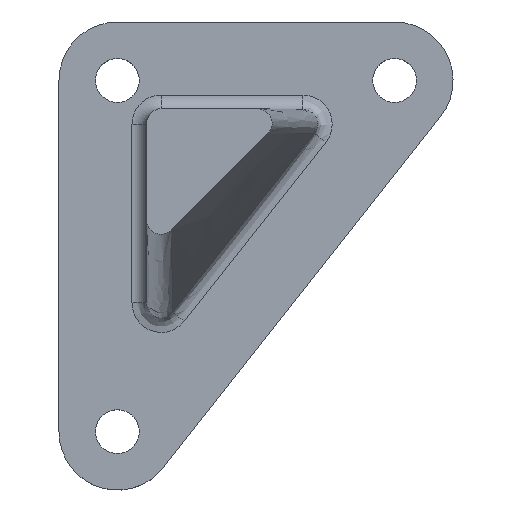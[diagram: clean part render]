
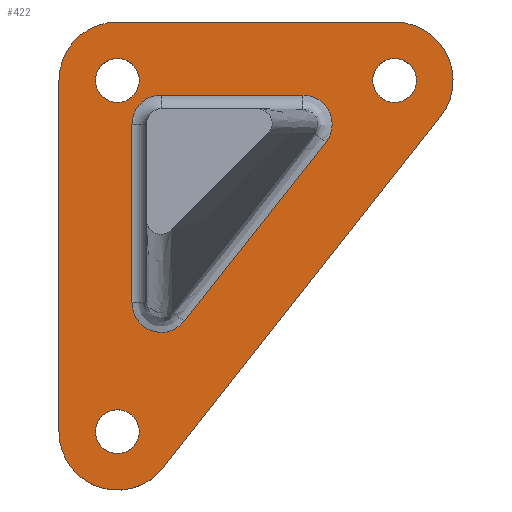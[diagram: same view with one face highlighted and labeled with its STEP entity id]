
A CAD part, top view. The second image highlights one B-rep face of the part: STEP entity #422.
In plain terms, the highlighted planar face has unit normal (0, 0, 1).
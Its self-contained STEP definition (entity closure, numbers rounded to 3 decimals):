
#18=FACE_BOUND('',#135,.T.);
#19=FACE_BOUND('',#136,.T.);
#20=FACE_BOUND('',#137,.T.);
#21=FACE_BOUND('',#138,.T.);
#31=PLANE('',#463);
#33=LINE('',#728,#54);
#37=LINE('',#737,#58);
#44=LINE('',#921,#65);
#48=LINE('',#933,#69);
#52=LINE('',#945,#73);
#54=VECTOR('',#487,12.222);
#58=VECTOR('',#497,9.698);
#65=VECTOR('',#530,18.979);
#69=VECTOR('',#542,30.63);
#73=VECTOR('',#554,24.042);
#107=FACE_OUTER_BOUND('',#134,.T.);
#134=EDGE_LOOP('',(#366,#367,#368,#369,#370,#371));
#135=EDGE_LOOP('',(#372,#373,#374,#375,#376,#377,#378,#379,#380,#381));
#136=EDGE_LOOP('',(#382));
#137=EDGE_LOOP('',(#383));
#138=EDGE_LOOP('',(#384));
#147=CIRCLE('',#431,2.);
#152=CIRCLE('',#443,1.5);
#154=CIRCLE('',#446,1.5);
#156=CIRCLE('',#449,1.5);
#159=CIRCLE('',#454,4.);
#161=CIRCLE('',#458,4.);
#163=CIRCLE('',#462,4.);
#164=B_SPLINE_CURVE_WITH_KNOTS('',3,(#604,#605,#606,#607,#608),
 .UNSPECIFIED.,.F.,.F.,(4,1,4),(-0.284,-0.283,-0.197),
 .UNSPECIFIED.);
#165=B_SPLINE_CURVE_WITH_KNOTS('',3,(#610,#611,#612,#613,#614),
 .UNSPECIFIED.,.F.,.F.,(4,1,4),(-0.197,-0.142,0.),
 .UNSPECIFIED.);
#167=B_SPLINE_CURVE_WITH_KNOTS('',3,(#627,#628,#629,#630,#631),
 .UNSPECIFIED.,.F.,.F.,(4,1,4),(-0.496,-0.389,-0.284),
 .UNSPECIFIED.);
#168=B_SPLINE_CURVE_WITH_KNOTS('',3,(#664,#665,#666,#667),.UNSPECIFIED.,
 .F.,.F.,(4,4),(-0.247,-0.21),.UNSPECIFIED.);
#169=B_SPLINE_CURVE_WITH_KNOTS('',3,(#669,#670,#671,#672,#673),
 .UNSPECIFIED.,.F.,.F.,(4,1,4),(-0.21,-0.192,0.),
 .UNSPECIFIED.);
#171=B_SPLINE_CURVE_WITH_KNOTS('',3,(#685,#686,#687,#688,#689),
 .UNSPECIFIED.,.F.,.F.,(4,1,4),(-0.449,-0.32,-0.247),
 .UNSPECIFIED.);
#172=B_SPLINE_CURVE_WITH_KNOTS('',3,(#710,#711,#712,#713),.UNSPECIFIED.,
 .F.,.F.,(4,4),(-1.77,-0.207),.UNSPECIFIED.);
#180=VERTEX_POINT('',#602);
#181=VERTEX_POINT('',#603);
#182=VERTEX_POINT('',#609);
#185=VERTEX_POINT('',#625);
#186=VERTEX_POINT('',#662);
#187=VERTEX_POINT('',#663);
#188=VERTEX_POINT('',#668);
#191=VERTEX_POINT('',#683);
#192=VERTEX_POINT('',#719);
#193=VERTEX_POINT('',#720);
#202=VERTEX_POINT('',#900);
#204=VERTEX_POINT('',#905);
#206=VERTEX_POINT('',#910);
#210=VERTEX_POINT('',#918);
#211=VERTEX_POINT('',#920);
#213=VERTEX_POINT('',#926);
#215=VERTEX_POINT('',#932);
#217=VERTEX_POINT('',#938);
#219=VERTEX_POINT('',#944);
#220=EDGE_CURVE('',#180,#181,#164,.T.);
#221=EDGE_CURVE('',#181,#182,#165,.T.);
#225=EDGE_CURVE('',#185,#180,#167,.T.);
#226=EDGE_CURVE('',#186,#187,#168,.T.);
#227=EDGE_CURVE('',#187,#188,#169,.T.);
#231=EDGE_CURVE('',#191,#186,#171,.T.);
#232=EDGE_CURVE('',#182,#191,#172,.T.);
#234=EDGE_CURVE('',#192,#193,#147,.T.);
#238=EDGE_CURVE('',#193,#185,#33,.T.);
#243=EDGE_CURVE('',#188,#192,#37,.T.);
#254=EDGE_CURVE('',#202,#202,#152,.T.);
#256=EDGE_CURVE('',#204,#204,#154,.T.);
#258=EDGE_CURVE('',#206,#206,#156,.T.);
#262=EDGE_CURVE('',#211,#210,#44,.T.);
#265=EDGE_CURVE('',#213,#211,#159,.T.);
#268=EDGE_CURVE('',#215,#213,#48,.T.);
#271=EDGE_CURVE('',#217,#215,#161,.T.);
#274=EDGE_CURVE('',#219,#217,#52,.T.);
#277=EDGE_CURVE('',#210,#219,#163,.T.);
#366=ORIENTED_EDGE('',*,*,#277,.T.);
#367=ORIENTED_EDGE('',*,*,#274,.T.);
#368=ORIENTED_EDGE('',*,*,#271,.T.);
#369=ORIENTED_EDGE('',*,*,#268,.T.);
#370=ORIENTED_EDGE('',*,*,#265,.T.);
#371=ORIENTED_EDGE('',*,*,#262,.T.);
#372=ORIENTED_EDGE('',*,*,#221,.F.);
#373=ORIENTED_EDGE('',*,*,#220,.F.);
#374=ORIENTED_EDGE('',*,*,#225,.F.);
#375=ORIENTED_EDGE('',*,*,#238,.F.);
#376=ORIENTED_EDGE('',*,*,#234,.F.);
#377=ORIENTED_EDGE('',*,*,#243,.F.);
#378=ORIENTED_EDGE('',*,*,#227,.F.);
#379=ORIENTED_EDGE('',*,*,#226,.F.);
#380=ORIENTED_EDGE('',*,*,#231,.F.);
#381=ORIENTED_EDGE('',*,*,#232,.F.);
#382=ORIENTED_EDGE('',*,*,#254,.T.);
#383=ORIENTED_EDGE('',*,*,#256,.T.);
#384=ORIENTED_EDGE('',*,*,#258,.T.);
#422=ADVANCED_FACE('',(#107,#18,#19,#20,#21),#31,.T.);
#431=AXIS2_PLACEMENT_3D('',#721,#477,#478);
#443=AXIS2_PLACEMENT_3D('',#901,#510,#511);
#446=AXIS2_PLACEMENT_3D('',#906,#516,#517);
#449=AXIS2_PLACEMENT_3D('',#911,#522,#523);
#454=AXIS2_PLACEMENT_3D('',#927,#536,#537);
#458=AXIS2_PLACEMENT_3D('',#939,#548,#549);
#462=AXIS2_PLACEMENT_3D('',#949,#560,#561);
#463=AXIS2_PLACEMENT_3D('',#950,#562,#563);
#477=DIRECTION('center_axis',(0.,0.,1.));
#478=DIRECTION('ref_axis',(-0.707,0.707,0.));
#487=DIRECTION('',(0.,-1.,0.));
#497=DIRECTION('',(-1.,0.,0.));
#510=DIRECTION('center_axis',(0.,0.,-1.));
#511=DIRECTION('ref_axis',(-1.,0.,0.));
#516=DIRECTION('center_axis',(0.,0.,-1.));
#517=DIRECTION('ref_axis',(-1.,0.,0.));
#522=DIRECTION('center_axis',(0.,0.,-1.));
#523=DIRECTION('ref_axis',(-1.,0.,0.));
#530=DIRECTION('',(-1.,0.,0.));
#536=DIRECTION('center_axis',(0.,0.,1.));
#537=DIRECTION('ref_axis',(0.785,-0.62,0.));
#542=DIRECTION('',(0.62,0.785,0.));
#548=DIRECTION('center_axis',(0.,0.,1.));
#549=DIRECTION('ref_axis',(-1.,0.,0.));
#554=DIRECTION('',(0.,-1.,0.));
#560=DIRECTION('center_axis',(0.,0.,1.));
#561=DIRECTION('ref_axis',(0.,1.,0.));
#562=DIRECTION('center_axis',(0.,0.,1.));
#563=DIRECTION('ref_axis',(1.,0.,0.));
#602=CARTESIAN_POINT('',(2.,-16.979,4.));
#603=CARTESIAN_POINT('',(2.82,-17.242,4.));
#604=CARTESIAN_POINT('Ctrl Pts',(2.,-16.979,4.));
#605=CARTESIAN_POINT('Ctrl Pts',(2.002,-16.98,4.));
#606=CARTESIAN_POINT('Ctrl Pts',(2.252,-17.125,4.));
#607=CARTESIAN_POINT('Ctrl Pts',(2.535,-17.214,4.));
#608=CARTESIAN_POINT('Ctrl Pts',(2.82,-17.241,4.));
#609=CARTESIAN_POINT('',(4.559,-16.493,4.));
#610=CARTESIAN_POINT('Ctrl Pts',(2.82,-17.241,4.));
#611=CARTESIAN_POINT('Ctrl Pts',(3.005,-17.258,4.));
#612=CARTESIAN_POINT('Ctrl Pts',(3.667,-17.229,4.));
#613=CARTESIAN_POINT('Ctrl Pts',(4.265,-16.863,4.));
#614=CARTESIAN_POINT('Ctrl Pts',(4.559,-16.493,4.));
#625=CARTESIAN_POINT('',(1.,-15.222,4.));
#627=CARTESIAN_POINT('Ctrl Pts',(1.,-15.222,4.));
#628=CARTESIAN_POINT('Ctrl Pts',(1.,-15.576,4.));
#629=CARTESIAN_POINT('Ctrl Pts',(1.186,-16.28,4.));
#630=CARTESIAN_POINT('Ctrl Pts',(1.697,-16.802,4.));
#631=CARTESIAN_POINT('Ctrl Pts',(2.,-16.979,4.));
#662=CARTESIAN_POINT('',(14.59,-2.332,4.));
#663=CARTESIAN_POINT('',(14.437,-2.,4.));
#664=CARTESIAN_POINT('Ctrl Pts',(14.589,-2.332,4.));
#665=CARTESIAN_POINT('Ctrl Pts',(14.548,-2.217,4.));
#666=CARTESIAN_POINT('Ctrl Pts',(14.497,-2.106,4.));
#667=CARTESIAN_POINT('Ctrl Pts',(14.436,-2.001,4.));
#668=CARTESIAN_POINT('',(12.698,-1.,4.));
#669=CARTESIAN_POINT('Ctrl Pts',(14.436,-2.001,4.));
#670=CARTESIAN_POINT('Ctrl Pts',(14.406,-1.949,4.));
#671=CARTESIAN_POINT('Ctrl Pts',(14.029,-1.361,4.));
#672=CARTESIAN_POINT('Ctrl Pts',(13.339,-1.,4.));
#673=CARTESIAN_POINT('Ctrl Pts',(12.698,-1.,4.));
#683=CARTESIAN_POINT('',(14.274,-4.24,4.));
#685=CARTESIAN_POINT('Ctrl Pts',(14.274,-4.24,4.));
#686=CARTESIAN_POINT('Ctrl Pts',(14.539,-3.905,4.));
#687=CARTESIAN_POINT('Ctrl Pts',(14.781,-3.242,4.));
#688=CARTESIAN_POINT('Ctrl Pts',(14.671,-2.564,4.));
#689=CARTESIAN_POINT('Ctrl Pts',(14.589,-2.332,4.));
#710=CARTESIAN_POINT('Ctrl Pts',(4.559,-16.493,4.));
#711=CARTESIAN_POINT('Ctrl Pts',(7.797,-12.408,4.));
#712=CARTESIAN_POINT('Ctrl Pts',(11.035,-8.324,4.));
#713=CARTESIAN_POINT('Ctrl Pts',(14.274,-4.24,4.));
#719=CARTESIAN_POINT('',(3.,-1.,4.));
#720=CARTESIAN_POINT('',(1.,-3.,4.));
#721=CARTESIAN_POINT('Origin',(3.,-3.,4.));
#728=CARTESIAN_POINT('',(1.,-5.517,4.));
#737=CARTESIAN_POINT('',(10.66,-1.,4.));
#900=CARTESIAN_POINT('',(1.5,-24.042,4.));
#901=CARTESIAN_POINT('Origin',(0.,-24.042,4.));
#905=CARTESIAN_POINT('',(1.5,0.,4.));
#906=CARTESIAN_POINT('Origin',(0.,0.,4.));
#910=CARTESIAN_POINT('',(20.479,0.,4.));
#911=CARTESIAN_POINT('Origin',(18.979,0.,4.));
#918=CARTESIAN_POINT('',(0.,4.,4.));
#920=CARTESIAN_POINT('',(18.979,4.,4.));
#921=CARTESIAN_POINT('',(18.979,4.,4.));
#926=CARTESIAN_POINT('',(22.119,-2.478,4.));
#927=CARTESIAN_POINT('Origin',(18.979,0.,4.));
#932=CARTESIAN_POINT('',(3.14,-26.52,4.));
#933=CARTESIAN_POINT('',(3.14,-26.52,4.));
#938=CARTESIAN_POINT('',(-4.,-24.042,4.));
#939=CARTESIAN_POINT('Origin',(0.,-24.042,4.));
#944=CARTESIAN_POINT('',(-4.,0.,4.));
#945=CARTESIAN_POINT('',(-4.,0.,4.));
#949=CARTESIAN_POINT('Origin',(0.,0.,4.));
#950=CARTESIAN_POINT('Origin',(6.468,-9.033,4.));
